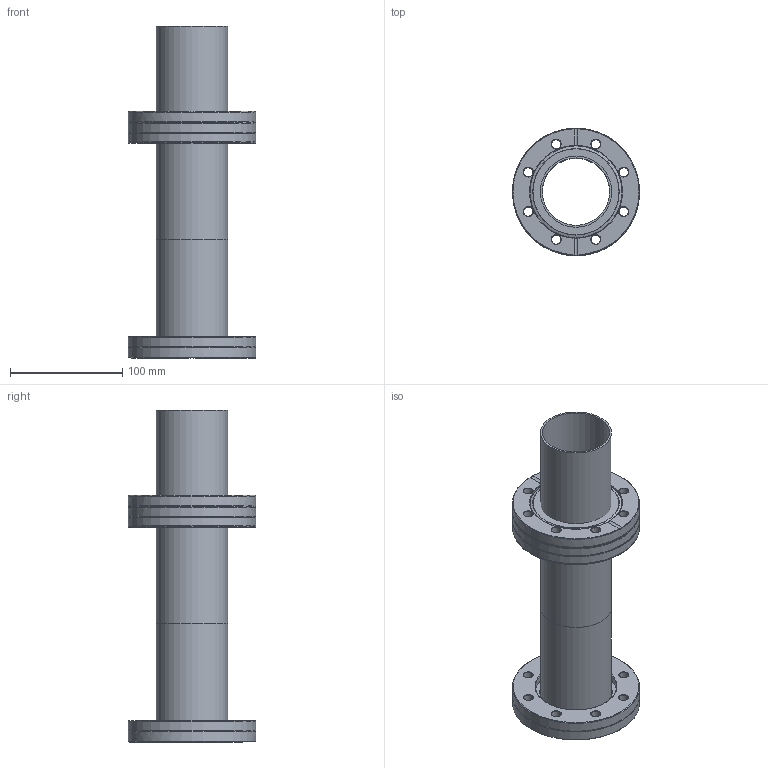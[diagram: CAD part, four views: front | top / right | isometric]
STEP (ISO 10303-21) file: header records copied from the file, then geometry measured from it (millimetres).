
FILE_DESCRIPTION( ( 'Unknown' ), '1' );
FILE_NAME( 'FN-0450.stp', 'Unknown', ( 'Unknown' ), ( 'Unknown' ), 'XStep 1.0', 'Unknown', ' ' );
FILE_SCHEMA( ( 'CONFIG_CONTROL_DESIGN' ) );
Length unit declared in the file: millimetre
Products named in the file (7): Assem1; A0000630; A0001696; P0000442; P0000498; P0001626; P0000181
Bounding box: 113.54 x 113.54 x 296.35 mm (x, y, z)
Volume: 863789.4 mm3; surface area: 412587.3 mm2
Topology: 12 solids, 12 shells, 327 faces, 750 edges, 453 vertices
Faces by surface type: cone 135, cylinder 102, torus 48, plane 42
Full cylindrical faces by diameter (mm): 8.433 x48, 60.198 x3, 61.976 x6, 63.5 x3, 63.754 x3, 64.008 x3, 72.39 x3, 82.448 x3, 82.55 x6, 113.538 x12
Entity records: 3038 total; most frequent: CARTESIAN_POINT 556, DIRECTION 486, ORIENTED_EDGE 302, AXIS2_PLACEMENT_3D 239, EDGE_LOOP 236, FACE_OUTER_BOUND 153, EDGE_CURVE 151, VERTEX_POINT 137
